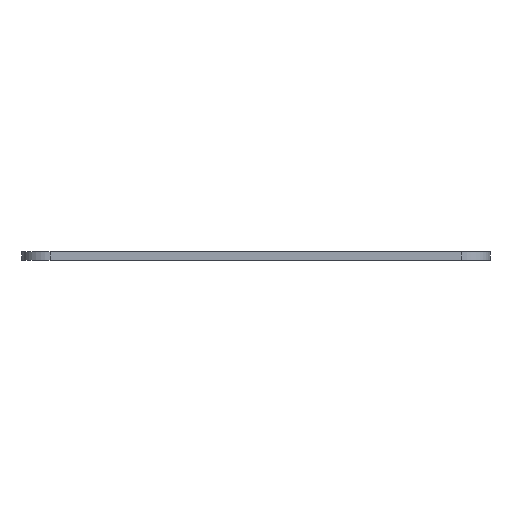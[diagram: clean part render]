
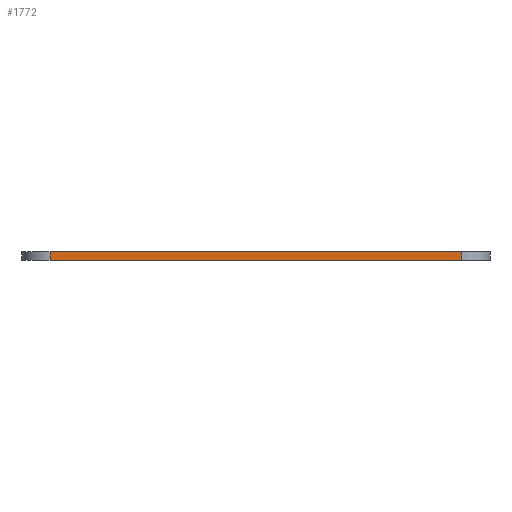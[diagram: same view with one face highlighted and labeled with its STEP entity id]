
A CAD part, left-side view. The second image highlights one B-rep face of the part: STEP entity #1772.
In plain terms, the highlighted planar face has unit normal (-1, 0, 0).
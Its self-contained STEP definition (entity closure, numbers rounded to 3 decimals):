
#45=PLANE('',#1925);
#94=FACE_OUTER_BOUND('',#199,.T.);
#199=EDGE_LOOP('',(#1293,#1294,#1295,#1296));
#307=LINE('',#2622,#484);
#349=LINE('',#2793,#526);
#350=LINE('',#2796,#527);
#351=LINE('',#2797,#528);
#484=VECTOR('',#2075,10.);
#526=VECTOR('',#2211,10.);
#527=VECTOR('',#2214,10.);
#528=VECTOR('',#2215,10.);
#754=VERTEX_POINT('',#2619);
#755=VERTEX_POINT('',#2621);
#836=VERTEX_POINT('',#2789);
#838=VERTEX_POINT('',#2795);
#933=EDGE_CURVE('',#754,#755,#307,.T.);
#1019=EDGE_CURVE('',#755,#836,#349,.T.);
#1020=EDGE_CURVE('',#838,#754,#350,.T.);
#1021=EDGE_CURVE('',#836,#838,#351,.T.);
#1293=ORIENTED_EDGE('',*,*,#1019,.F.);
#1294=ORIENTED_EDGE('',*,*,#933,.F.);
#1295=ORIENTED_EDGE('',*,*,#1020,.F.);
#1296=ORIENTED_EDGE('',*,*,#1021,.F.);
#1772=ADVANCED_FACE('',(#94),#45,.T.);
#1925=AXIS2_PLACEMENT_3D('',#2794,#2212,#2213);
#2075=DIRECTION('',(0.,1.,0.));
#2211=DIRECTION('',(0.,0.,1.));
#2212=DIRECTION('center_axis',(-1.,0.,0.));
#2213=DIRECTION('ref_axis',(0.,-1.,0.));
#2214=DIRECTION('',(0.,0.,-1.));
#2215=DIRECTION('',(0.,-1.,0.));
#2619=CARTESIAN_POINT('',(-63.988,-26.353,0.));
#2621=CARTESIAN_POINT('',(-63.988,46.647,0.));
#2622=CARTESIAN_POINT('',(-63.988,-31.353,0.));
#2789=CARTESIAN_POINT('',(-63.988,46.647,1.5));
#2793=CARTESIAN_POINT('',(-63.988,46.647,0.));
#2794=CARTESIAN_POINT('Origin',(-63.988,51.647,0.));
#2795=CARTESIAN_POINT('',(-63.988,-26.353,1.5));
#2796=CARTESIAN_POINT('',(-63.988,-26.353,0.));
#2797=CARTESIAN_POINT('',(-63.988,-31.353,1.5));
